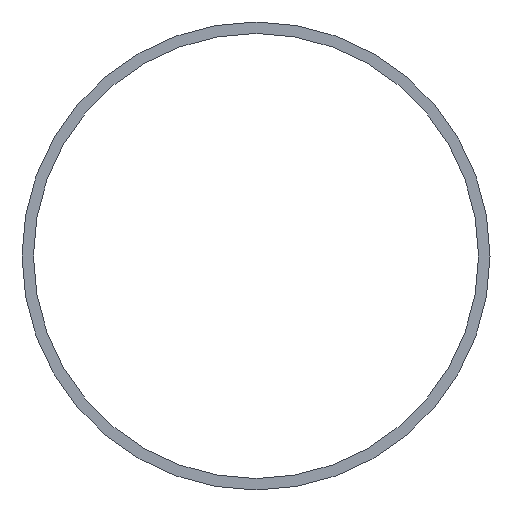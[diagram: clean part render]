
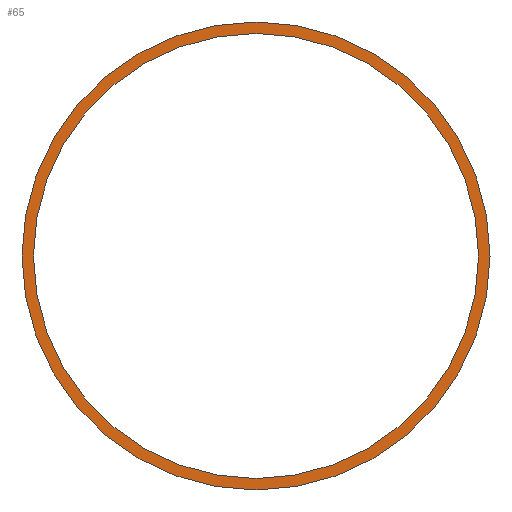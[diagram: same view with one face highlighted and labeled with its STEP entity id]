
A CAD part, left-side view. The second image highlights one B-rep face of the part: STEP entity #65.
In plain terms, the highlighted planar face has unit normal (-1, 0, 0).
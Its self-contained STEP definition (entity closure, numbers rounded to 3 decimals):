
#55 = EDGE_CURVE( '', #77, #63, #125, .T. );
#63 = VERTEX_POINT( '', #134 );
#65 = ADVANCED_FACE( '', ( #136, #137 ), #138, .F. );
#67 = EDGE_CURVE( '', #63, #77, #140, .T. );
#77 = VERTEX_POINT( '', #153 );
#81 = EDGE_CURVE( '', #97, #95, #157, .T. );
#95 = VERTEX_POINT( '', #172 );
#97 = VERTEX_POINT( '', #174 );
#99 = EDGE_CURVE( '', #95, #97, #176, .T. );
#125 = CIRCLE( '', #194, 100. );
#134 = CARTESIAN_POINT( '', ( 0., 0., -100. ) );
#136 = FACE_OUTER_BOUND( '', #206, .T. );
#137 = FACE_BOUND( '', #207, .T. );
#138 = PLANE( '', #208 );
#140 = CIRCLE( '', #211, 100. );
#153 = CARTESIAN_POINT( '', ( 0., 0., 100. ) );
#157 = CIRCLE( '', #233, 95.1 );
#172 = CARTESIAN_POINT( '', ( 0., 0., -95.1 ) );
#174 = CARTESIAN_POINT( '', ( 0., 0., 95.1 ) );
#176 = CIRCLE( '', #258, 95.1 );
#194 = AXIS2_PLACEMENT_3D( '', #266, #267, #268 );
#206 = EDGE_LOOP( '', ( #280, #281 ) );
#207 = EDGE_LOOP( '', ( #282, #283 ) );
#208 = AXIS2_PLACEMENT_3D( '', #284, #285, #286 );
#211 = AXIS2_PLACEMENT_3D( '', #287, #288, #289 );
#233 = AXIS2_PLACEMENT_3D( '', #308, #309, #310 );
#258 = AXIS2_PLACEMENT_3D( '', #329, #330, #331 );
#266 = CARTESIAN_POINT( '', ( 0., 0., 0. ) );
#267 = DIRECTION( '', ( 1., 0., 0. ) );
#268 = DIRECTION( '', ( 0., 0., -1. ) );
#280 = ORIENTED_EDGE( '', *, *, #67, .F. );
#281 = ORIENTED_EDGE( '', *, *, #55, .F. );
#282 = ORIENTED_EDGE( '', *, *, #99, .T. );
#283 = ORIENTED_EDGE( '', *, *, #81, .T. );
#284 = CARTESIAN_POINT( '', ( 0., 0., 0. ) );
#285 = DIRECTION( '', ( 1., 0., 0. ) );
#286 = DIRECTION( '', ( 0., 0., -1. ) );
#287 = CARTESIAN_POINT( '', ( 0., 0., 0. ) );
#288 = DIRECTION( '', ( 1., 0., 0. ) );
#289 = DIRECTION( '', ( 0., 0., -1. ) );
#308 = CARTESIAN_POINT( '', ( 0., 0., 0. ) );
#309 = DIRECTION( '', ( 1., 0., 0. ) );
#310 = DIRECTION( '', ( 0., 0., -1. ) );
#329 = CARTESIAN_POINT( '', ( 0., 0., 0. ) );
#330 = DIRECTION( '', ( 1., 0., 0. ) );
#331 = DIRECTION( '', ( 0., 0., -1. ) );
